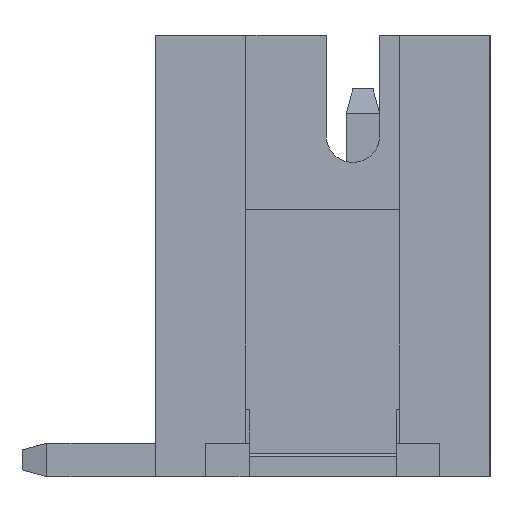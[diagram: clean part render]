
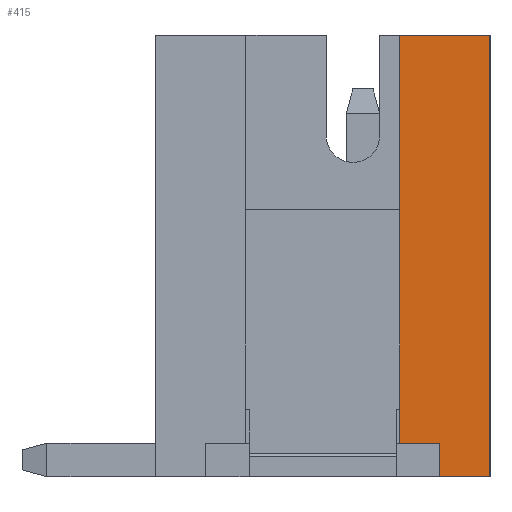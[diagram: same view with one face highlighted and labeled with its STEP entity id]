
A CAD part, left-side view. The second image highlights one B-rep face of the part: STEP entity #415.
In plain terms, the highlighted planar face has unit normal (-1, 0, 0).
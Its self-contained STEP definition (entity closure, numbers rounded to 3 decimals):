
#415=ADVANCED_FACE('',(#3327),#3329,.T.);
#3327=FACE_BOUND('',#3328,.T.);
#3328=EDGE_LOOP('',(#5649,#5650,#5651,#5652,#5653,#5654));
#3329=PLANE('',#3330);
#3330=AXIS2_PLACEMENT_3D('',#3331,#3332,#3333);
#3331=CARTESIAN_POINT('',(-2.975,0.,0.));
#3332=DIRECTION('',(-1.,-0.,0.));
#3333=DIRECTION('',(0.,-1.,0.));
#5649=ORIENTED_EDGE('',*,*,#7232,.T.);
#5650=ORIENTED_EDGE('',*,*,#7233,.T.);
#5651=ORIENTED_EDGE('',*,*,#7234,.T.);
#5652=ORIENTED_EDGE('',*,*,#7145,.T.);
#5653=ORIENTED_EDGE('',*,*,#7231,.T.);
#5654=ORIENTED_EDGE('',*,*,#7235,.T.);
#7145=EDGE_CURVE('',#8040,#8038,#8041,.T.);
#7231=EDGE_CURVE('',#8038,#8201,#8203,.T.);
#7232=EDGE_CURVE('',#8204,#8205,#8206,.F.);
#7233=EDGE_CURVE('',#8205,#8207,#8208,.F.);
#7234=EDGE_CURVE('',#8207,#8040,#8209,.T.);
#7235=EDGE_CURVE('',#8201,#8204,#8210,.T.);
#8038=VERTEX_POINT('',#9570);
#8040=VERTEX_POINT('',#9574);
#8041=LINE('',#9575,#9576);
#8201=VERTEX_POINT('',#9905);
#8203=LINE('',#9909,#9910);
#8204=VERTEX_POINT('',#9912);
#8205=VERTEX_POINT('',#9913);
#8206=LINE('',#9914,#9915);
#8207=VERTEX_POINT('',#9917);
#8208=LINE('',#9918,#9919);
#8209=LINE('',#9921,#9922);
#8210=LINE('',#9924,#9925);
#9570=CARTESIAN_POINT('',(-2.975,-1.9,6.6));
#9574=CARTESIAN_POINT('',(-2.975,-1.9,0.));
#9575=CARTESIAN_POINT('',(-2.975,-1.9,0.));
#9576=VECTOR('',#9577,1.);
#9577=DIRECTION('',(0.,0.,1.));
#9905=CARTESIAN_POINT('',(-2.975,-0.55,6.6));
#9909=CARTESIAN_POINT('',(-2.975,-1.9,6.6));
#9910=VECTOR('',#9911,1.);
#9911=DIRECTION('',(0.,1.,0.));
#9912=CARTESIAN_POINT('',(-2.975,-0.55,0.5));
#9913=CARTESIAN_POINT('',(-2.975,-1.15,0.5));
#9914=CARTESIAN_POINT('',(-2.975,-1.15,0.5));
#9915=VECTOR('',#9916,1.);
#9916=DIRECTION('',(0.,1.,0.));
#9917=CARTESIAN_POINT('',(-2.975,-1.15,0.));
#9918=CARTESIAN_POINT('',(-2.975,-1.15,0.));
#9919=VECTOR('',#9920,1.);
#9920=DIRECTION('',(0.,0.,1.));
#9921=CARTESIAN_POINT('',(-2.975,-1.15,0.));
#9922=VECTOR('',#9923,1.);
#9923=DIRECTION('',(0.,-1.,0.));
#9924=CARTESIAN_POINT('',(-2.975,-0.55,6.6));
#9925=VECTOR('',#9926,1.);
#9926=DIRECTION('',(0.,0.,-1.));
